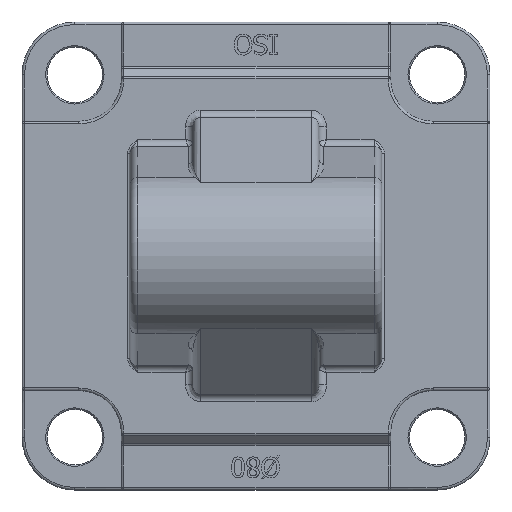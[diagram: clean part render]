
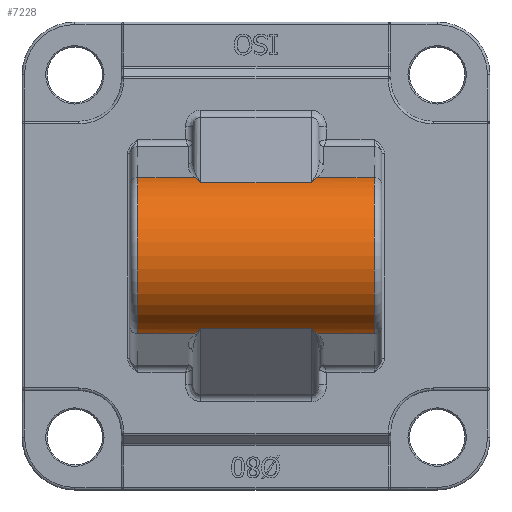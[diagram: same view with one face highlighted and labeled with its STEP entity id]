
A CAD part, top view. The second image highlights one B-rep face of the part: STEP entity #7228.
In plain terms, the highlighted cylindrical face has radius 16 mm (diameter 32 mm), a partial arc.
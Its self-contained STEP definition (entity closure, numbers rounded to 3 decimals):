
#6842=CARTESIAN_POINT('',(-12.219,15.521,39.885));
#6843=VERTEX_POINT('',#6842);
#6851=CARTESIAN_POINT('',(-11.0,14.484,42.798));
#6852=VERTEX_POINT('',#6851);
#6853=CARTESIAN_POINT('',(-12.219,15.521,39.885));
#6854=CARTESIAN_POINT('',(-11.841,15.27,40.889));
#6855=CARTESIAN_POINT('',(-11.422,14.923,41.86));
#6856=CARTESIAN_POINT('',(-11.004,14.488,42.79));
#6857=CARTESIAN_POINT('',(-11.002,14.486,42.794));
#6858=CARTESIAN_POINT('',(-11.0,14.484,42.798));
#6859=B_SPLINE_CURVE_WITH_KNOTS('',3,(#6853,#6854,#6855,#6856,#6857,#6858),.UNSPECIFIED.,.F.,.U.,(4,2,4),(-0.349,0.0,0.002),.UNSPECIFIED.);
#6860=EDGE_CURVE('',#6843,#6852,#6859,.T.);
#7123=CARTESIAN_POINT('',(0.0,0.0,36.0));
#7124=DIRECTION('',(1.0,0.0,0.0));
#7125=DIRECTION('',(0.0,0.97,0.243));
#7126=AXIS2_PLACEMENT_3D('',#7123,#7124,#7125);
#7127=CYLINDRICAL_SURFACE('',#7126,16.0);
#7128=ORIENTED_EDGE('',*,*,#6860,.F.);
#7129=CARTESIAN_POINT('',(-23.5,15.521,39.885));
#7130=VERTEX_POINT('',#7129);
#7131=CARTESIAN_POINT('',(-23.5,15.521,39.885));
#7132=DIRECTION('',(1.0,0.0,0.0));
#7133=VECTOR('',#7132,11.281);
#7134=LINE('',#7131,#7133);
#7135=EDGE_CURVE('',#7130,#6843,#7134,.T.);
#7136=ORIENTED_EDGE('',*,*,#7135,.F.);
#7137=CARTESIAN_POINT('',(-23.5,-15.521,39.885));
#7138=VERTEX_POINT('',#7137);
#7139=CARTESIAN_POINT('',(-23.5,0.0,36.0));
#7140=DIRECTION('',(-1.0,0.0,0.0));
#7141=DIRECTION('',(0.0,0.0,1.0));
#7142=AXIS2_PLACEMENT_3D('',#7139,#7140,#7141);
#7143=CIRCLE('',#7142,16.0);
#7144=EDGE_CURVE('',#7138,#7130,#7143,.T.);
#7145=ORIENTED_EDGE('',*,*,#7144,.F.);
#7146=CARTESIAN_POINT('',(-12.219,-15.521,39.885));
#7147=VERTEX_POINT('',#7146);
#7148=CARTESIAN_POINT('',(-23.5,-15.521,39.885));
#7149=DIRECTION('',(1.0,0.0,0.0));
#7150=VECTOR('',#7149,11.281);
#7151=LINE('',#7148,#7150);
#7152=EDGE_CURVE('',#7138,#7147,#7151,.T.);
#7153=ORIENTED_EDGE('',*,*,#7152,.T.);
#7154=CARTESIAN_POINT('',(-11.0,-14.484,42.798));
#7155=VERTEX_POINT('',#7154);
#7156=CARTESIAN_POINT('',(-11.,-14.484,42.798));
#7157=CARTESIAN_POINT('',(-11.002,-14.486,42.794));
#7158=CARTESIAN_POINT('',(-11.004,-14.488,42.79));
#7159=CARTESIAN_POINT('',(-11.422,-14.923,41.86));
#7160=CARTESIAN_POINT('',(-11.841,-15.27,40.889));
#7161=CARTESIAN_POINT('',(-12.219,-15.521,39.885));
#7162=B_SPLINE_CURVE_WITH_KNOTS('',3,(#7156,#7157,#7158,#7159,#7160,#7161),.UNSPECIFIED.,.F.,.U.,(4,2,4),(-0.002,0.0,0.349),.UNSPECIFIED.);
#7163=EDGE_CURVE('',#7155,#7147,#7162,.T.);
#7164=ORIENTED_EDGE('',*,*,#7163,.F.);
#7165=CARTESIAN_POINT('',(11.0,-14.484,42.798));
#7166=VERTEX_POINT('',#7165);
#7167=CARTESIAN_POINT('',(-11.0,-14.484,42.798));
#7168=DIRECTION('',(1.0,0.0,0.0));
#7169=VECTOR('',#7168,22.0);
#7170=LINE('',#7167,#7169);
#7171=EDGE_CURVE('',#7155,#7166,#7170,.T.);
#7172=ORIENTED_EDGE('',*,*,#7171,.T.);
#7173=CARTESIAN_POINT('',(12.219,-15.521,39.885));
#7174=VERTEX_POINT('',#7173);
#7175=CARTESIAN_POINT('',(12.219,-15.521,39.885));
#7176=CARTESIAN_POINT('',(11.841,-15.27,40.889));
#7177=CARTESIAN_POINT('',(11.422,-14.923,41.86));
#7178=CARTESIAN_POINT('',(11.004,-14.488,42.79));
#7179=CARTESIAN_POINT('',(11.002,-14.486,42.794));
#7180=CARTESIAN_POINT('',(11.0,-14.484,42.798));
#7181=B_SPLINE_CURVE_WITH_KNOTS('',3,(#7175,#7176,#7177,#7178,#7179,#7180),.UNSPECIFIED.,.F.,.U.,(4,2,4),(-0.349,0.0,0.002),.UNSPECIFIED.);
#7182=EDGE_CURVE('',#7174,#7166,#7181,.T.);
#7183=ORIENTED_EDGE('',*,*,#7182,.F.);
#7184=CARTESIAN_POINT('',(23.5,-15.521,39.885));
#7185=VERTEX_POINT('',#7184);
#7186=CARTESIAN_POINT('',(12.219,-15.521,39.885));
#7187=DIRECTION('',(1.0,0.0,0.0));
#7188=VECTOR('',#7187,11.281);
#7189=LINE('',#7186,#7188);
#7190=EDGE_CURVE('',#7174,#7185,#7189,.T.);
#7191=ORIENTED_EDGE('',*,*,#7190,.T.);
#7192=CARTESIAN_POINT('',(23.5,15.521,39.885));
#7193=VERTEX_POINT('',#7192);
#7194=CARTESIAN_POINT('',(23.5,0.0,36.0));
#7195=DIRECTION('',(1.0,0.0,0.0));
#7196=DIRECTION('',(0.0,0.0,1.0));
#7197=AXIS2_PLACEMENT_3D('',#7194,#7195,#7196);
#7198=CIRCLE('',#7197,16.0);
#7199=EDGE_CURVE('',#7193,#7185,#7198,.T.);
#7200=ORIENTED_EDGE('',*,*,#7199,.F.);
#7201=CARTESIAN_POINT('',(12.219,15.521,39.885));
#7202=VERTEX_POINT('',#7201);
#7203=CARTESIAN_POINT('',(12.219,15.521,39.885));
#7204=DIRECTION('',(1.0,0.0,0.0));
#7205=VECTOR('',#7204,11.281);
#7206=LINE('',#7203,#7205);
#7207=EDGE_CURVE('',#7202,#7193,#7206,.T.);
#7208=ORIENTED_EDGE('',*,*,#7207,.F.);
#7209=CARTESIAN_POINT('',(11.0,14.484,42.798));
#7210=VERTEX_POINT('',#7209);
#7211=CARTESIAN_POINT('',(11.,14.484,42.798));
#7212=CARTESIAN_POINT('',(11.002,14.486,42.794));
#7213=CARTESIAN_POINT('',(11.004,14.488,42.79));
#7214=CARTESIAN_POINT('',(11.422,14.923,41.86));
#7215=CARTESIAN_POINT('',(11.841,15.27,40.889));
#7216=CARTESIAN_POINT('',(12.219,15.521,39.885));
#7217=B_SPLINE_CURVE_WITH_KNOTS('',3,(#7211,#7212,#7213,#7214,#7215,#7216),.UNSPECIFIED.,.F.,.U.,(4,2,4),(-0.002,0.0,0.349),.UNSPECIFIED.);
#7218=EDGE_CURVE('',#7210,#7202,#7217,.T.);
#7219=ORIENTED_EDGE('',*,*,#7218,.F.);
#7220=CARTESIAN_POINT('',(-11.0,14.484,42.798));
#7221=DIRECTION('',(1.0,0.0,0.0));
#7222=VECTOR('',#7221,22.0);
#7223=LINE('',#7220,#7222);
#7224=EDGE_CURVE('',#6852,#7210,#7223,.T.);
#7225=ORIENTED_EDGE('',*,*,#7224,.F.);
#7226=EDGE_LOOP('',(#7128,#7136,#7145,#7153,#7164,#7172,#7183,#7191,#7200,#7208,#7219,#7225));
#7227=FACE_OUTER_BOUND('',#7226,.T.);
#7228=ADVANCED_FACE('',(#7227),#7127,.T.);
